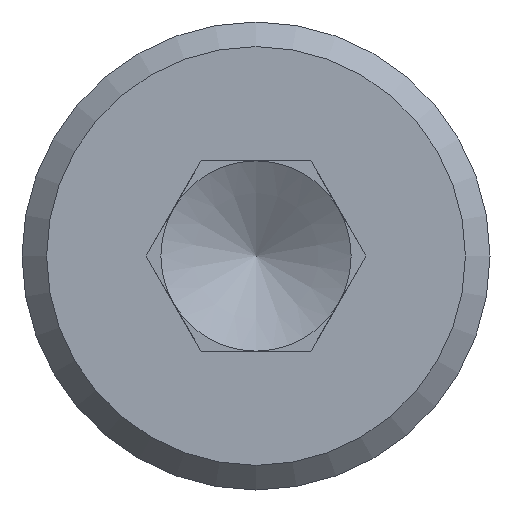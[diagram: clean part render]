
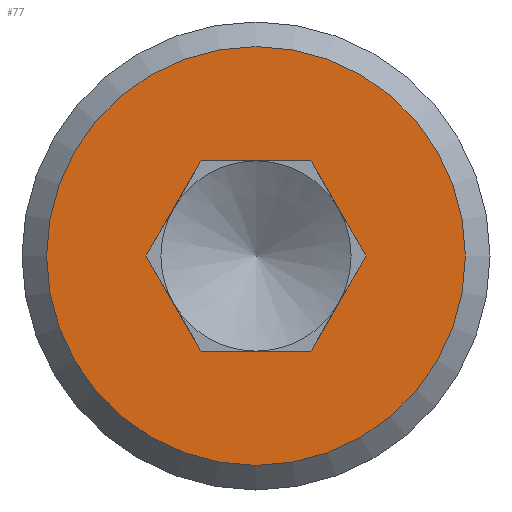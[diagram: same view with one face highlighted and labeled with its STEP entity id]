
A CAD part, left-side view. The second image highlights one B-rep face of the part: STEP entity #77.
In plain terms, the highlighted planar face has unit normal (-1, 0, 0).
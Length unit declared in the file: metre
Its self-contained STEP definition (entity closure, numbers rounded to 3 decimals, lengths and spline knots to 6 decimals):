
#77 = ADVANCED_FACE( '', ( #158, #159 ), #160, .T. );
#158 = FACE_BOUND( '', #236, .T. );
#159 = FACE_OUTER_BOUND( '', #237, .T. );
#160 = PLANE( '', #238 );
#236 = EDGE_LOOP( '', ( #369, #370, #371, #372, #373, #374 ) );
#237 = EDGE_LOOP( '', ( #375 ) );
#238 = AXIS2_PLACEMENT_3D( '', #376, #377, #378 );
#369 = ORIENTED_EDGE( '', *, *, #462, .T. );
#370 = ORIENTED_EDGE( '', *, *, #463, .F. );
#371 = ORIENTED_EDGE( '', *, *, #464, .T. );
#372 = ORIENTED_EDGE( '', *, *, #447, .T. );
#373 = ORIENTED_EDGE( '', *, *, #455, .F. );
#374 = ORIENTED_EDGE( '', *, *, #443, .F. );
#375 = ORIENTED_EDGE( '', *, *, #426, .T. );
#376 = CARTESIAN_POINT( '', ( 0., 0., 0. ) );
#377 = DIRECTION( '', ( -1., 0., 0. ) );
#378 = DIRECTION( '', ( 0., 0., 1. ) );
#426 = EDGE_CURVE( '', #493, #493, #494, .T. );
#443 = EDGE_CURVE( '', #519, #520, #521, .T. );
#447 = EDGE_CURVE( '', #525, #526, #527, .T. );
#455 = EDGE_CURVE( '', #520, #526, #536, .T. );
#462 = EDGE_CURVE( '', #519, #543, #544, .T. );
#463 = EDGE_CURVE( '', #545, #543, #546, .T. );
#464 = EDGE_CURVE( '', #545, #525, #547, .T. );
#493 = VERTEX_POINT( '', #582 );
#494 = CIRCLE( '', #583, 0.0017 );
#519 = VERTEX_POINT( '', #612 );
#520 = VERTEX_POINT( '', #613 );
#521 = LINE( '', #614, #615 );
#525 = VERTEX_POINT( '', #621 );
#526 = VERTEX_POINT( '', #622 );
#527 = LINE( '', #623, #624 );
#536 = LINE( '', #637, #638 );
#543 = VERTEX_POINT( '', #645 );
#544 = LINE( '', #646, #647 );
#545 = VERTEX_POINT( '', #648 );
#546 = LINE( '', #649, #650 );
#547 = LINE( '', #651, #652 );
#582 = CARTESIAN_POINT( '', ( 0., 0., 0.0017 ) );
#583 = AXIS2_PLACEMENT_3D( '', #679, #680, #681 );
#612 = CARTESIAN_POINT( '', ( 0., 0.000892, 0. ) );
#613 = CARTESIAN_POINT( '', ( 0., 0.000446, -0.000773 ) );
#614 = CARTESIAN_POINT( '', ( 0., 0.000892, 0. ) );
#615 = VECTOR( '', #704, 1. );
#621 = CARTESIAN_POINT( '', ( 0., -0.000892, 0. ) );
#622 = CARTESIAN_POINT( '', ( 0., -0.000446, -0.000773 ) );
#623 = CARTESIAN_POINT( '', ( 0., -0.000892, 0. ) );
#624 = VECTOR( '', #707, 1. );
#637 = CARTESIAN_POINT( '', ( 0., 0.000446, -0.000773 ) );
#638 = VECTOR( '', #715, 1. );
#645 = CARTESIAN_POINT( '', ( 0., 0.000446, 0.000773 ) );
#646 = CARTESIAN_POINT( '', ( 0., 0.000892, 0. ) );
#647 = VECTOR( '', #719, 1. );
#648 = CARTESIAN_POINT( '', ( 0., -0.000446, 0.000773 ) );
#649 = CARTESIAN_POINT( '', ( 0., -0.000446, 0.000773 ) );
#650 = VECTOR( '', #720, 1. );
#651 = CARTESIAN_POINT( '', ( 0., -0.000446, 0.000773 ) );
#652 = VECTOR( '', #721, 1. );
#679 = CARTESIAN_POINT( '', ( 0., 0., 0. ) );
#680 = DIRECTION( '', ( -1., 0., 0. ) );
#681 = DIRECTION( '', ( 0., 0., 1. ) );
#704 = DIRECTION( '', ( 0., -0.5, -0.866 ) );
#707 = DIRECTION( '', ( 0., 0.5, -0.866 ) );
#715 = DIRECTION( '', ( 0., -1., 0. ) );
#719 = DIRECTION( '', ( 0., -0.5, 0.866 ) );
#720 = DIRECTION( '', ( 0., 1., 0. ) );
#721 = DIRECTION( '', ( 0., -0.5, -0.866 ) );
